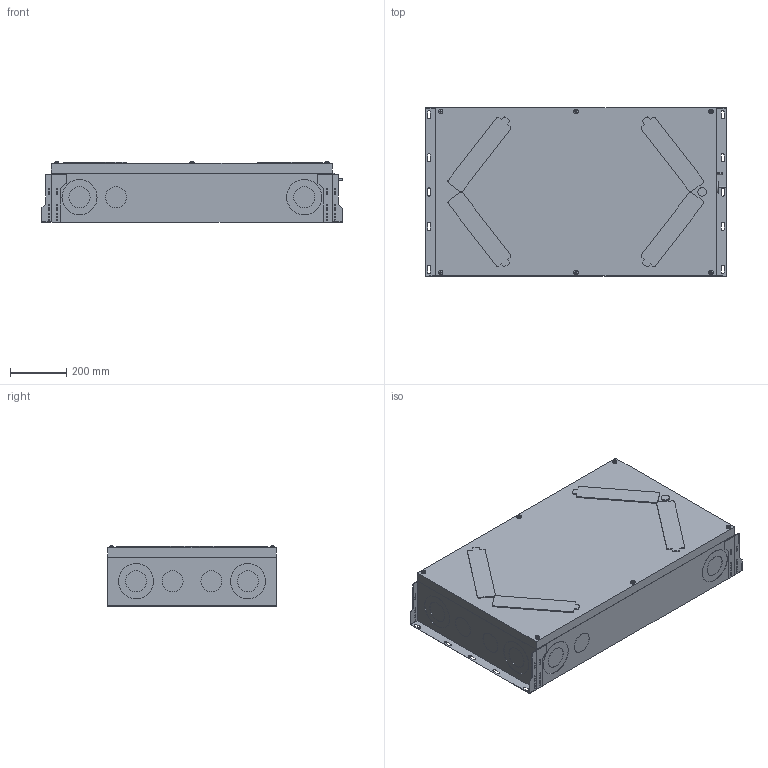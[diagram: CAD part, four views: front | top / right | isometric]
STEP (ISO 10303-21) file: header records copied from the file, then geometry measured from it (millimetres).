
FILE_DESCRIPTION(('Creo Elements/Direct Modeling STEP Export'),'2;1');
FILE_NAME('SK_7919_3D-Planungsdaten_WS_120_Trio.stp','2022-11-15T10:27:53',(''),(''),'PTC Creo Elements/Direct Modeling STEP processor for AP214 (Solid Model)','PTC Creo Elements/Direct Modeling 19.0C 15-Aug-2015 (C) Parametric Technology GmbH','');
FILE_SCHEMA(('AUTOMOTIVE_DESIGN { 1 0 10303 214 1 1 1 1 }'));
Length unit declared in the file: millimetre
Products named in the file (1): SK_7919_3D-Planungsdaten_WS_120_Trio
Bounding box: 1070.75 x 601 x 214.96 mm (x, y, z)
Volume: 124574906.7 mm3; surface area: 2029660.5 mm2
Topology: 1 solids, 1 shells, 553 faces, 1346 edges, 876 vertices
Faces by surface type: plane 259, cylinder 258, extrusion 24, sphere 12
Entity records: 15452 total; most frequent: CARTESIAN_POINT 3048, ORIENTED_EDGE 2692, DIRECTION 2340, EDGE_CURVE 1346, VERTEX_POINT 876, AXIS2_PLACEMENT_3D 816, EDGE_LOOP 726, VECTOR 708
